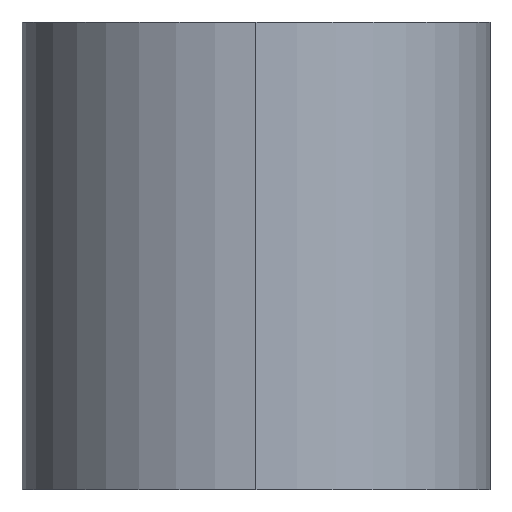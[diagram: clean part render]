
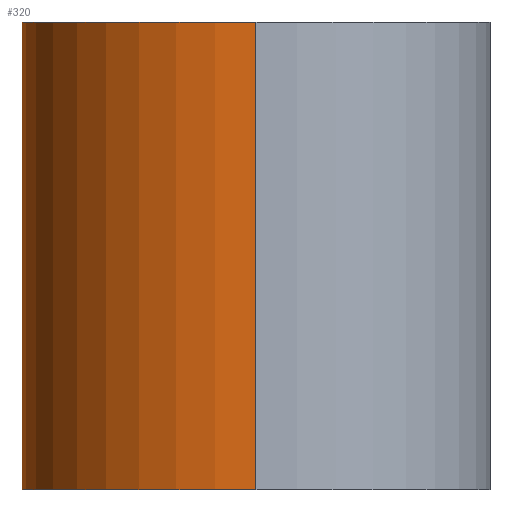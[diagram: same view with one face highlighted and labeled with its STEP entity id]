
A CAD part, left-side view. The second image highlights one B-rep face of the part: STEP entity #320.
In plain terms, the highlighted cylindrical face has radius 20 mm (diameter 40 mm), a partial arc.
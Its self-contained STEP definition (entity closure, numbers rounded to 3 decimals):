
#279=CARTESIAN_POINT('POINT22',(-60.,0.,20.
   ));
#280=VERTEX_POINT('VERTEX22',#279);
#281=CARTESIAN_POINT('POINT23',(-60.,0.,
   -20.));
#282=VERTEX_POINT('VERTEX23',#281);
#283=CARTESIAN_POINT('POS32',(-60.,0.,0.))
   ;
#284=DIRECTION('DIR45',(0.,0.,-1.));
#285=VECTOR('VEC19',#284,1.);
#286=LINE('STRAIGHT19',#283,#285);
#287=EDGE_CURVE('EDGE31',#280,#282,#286,.T.);
#288=ORIENTED_EDGE('COEDGE43',*,*,#287,.F.);
#289=CARTESIAN_POINT('POINT24',(-40.,20.,20.));
#290=VERTEX_POINT('VERTEX24',#289);
#291=CARTESIAN_POINT('POS33',(-40.,0.,20.));
#292=DIRECTION('DIR46',(0.,0.,1.));
#293=DIRECTION('DIR47',(1.,0.,0.));
#294=AXIS2_PLACEMENT_3D('AXIS14',#291,#292,#293);
#295=CIRCLE('ELLIPSE7',#294,20.);
#296=EDGE_CURVE('EDGE32',#290,#280,#295,.T.);
#297=ORIENTED_EDGE('COEDGE44',*,*,#296,.F.);
#298=CARTESIAN_POINT('POINT25',(-40.,20.,-20.));
#299=VERTEX_POINT('VERTEX25',#298);
#300=CARTESIAN_POINT('POS34',(-40.,20.,0.));
#301=DIRECTION('DIR48',(0.,0.,-1.));
#302=VECTOR('VEC20',#301,1.);
#303=LINE('STRAIGHT20',#300,#302);
#304=EDGE_CURVE('EDGE33',#299,#290,#303,.F.);
#305=ORIENTED_EDGE('COEDGE45',*,*,#304,.F.);
#306=CARTESIAN_POINT('POS35',(-40.,0.,-20.));
#307=DIRECTION('DIR49',(0.,0.,-1.));
#308=DIRECTION('DIR50',(1.,0.,0.));
#309=AXIS2_PLACEMENT_3D('AXIS15',#306,#307,#308);
#310=CIRCLE('ELLIPSE8',#309,20.);
#311=EDGE_CURVE('EDGE34',#282,#299,#310,.T.);
#312=ORIENTED_EDGE('COEDGE46',*,*,#311,.F.);
#313=EDGE_LOOP('NONE',(#288,#297,#305,#312));
#314=FACE_BOUND('LOOP1',#313,.T.);
#315=CARTESIAN_POINT('POS36',(-40.,0.,0.));
#316=DIRECTION('DIR51',(0.,0.,1.));
#317=DIRECTION('DIR52',(1.,0.,0.));
#318=AXIS2_PLACEMENT_3D('AXIS16',#315,#316,#317);
#319=CYLINDRICAL_SURFACE('CONE_SURF3',#318,20.);
#320=ADVANCED_FACE('FACE10',(#314),#319,.T.);
